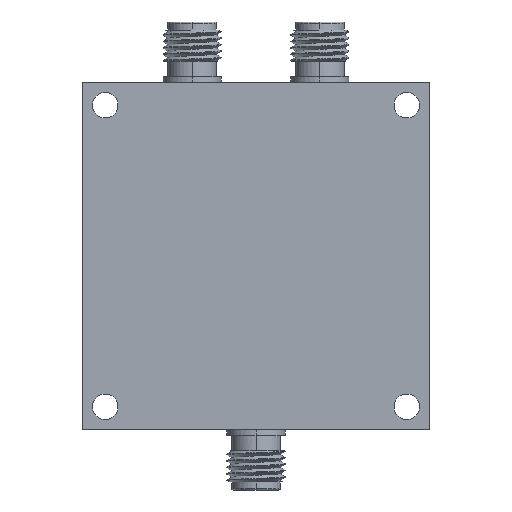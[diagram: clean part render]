
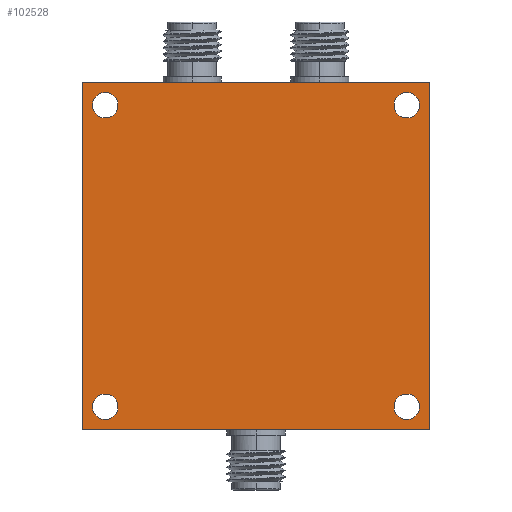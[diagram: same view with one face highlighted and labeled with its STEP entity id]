
A CAD part, front view. The second image highlights one B-rep face of the part: STEP entity #102528.
In plain terms, the highlighted planar face has unit normal (0, -1, 0).
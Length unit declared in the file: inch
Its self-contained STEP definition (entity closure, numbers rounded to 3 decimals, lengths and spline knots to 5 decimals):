
#104 = EDGE_CURVE ( 'NONE', #66226, #80967, #4891, .T. ) ;
#263 = VERTEX_POINT ( 'NONE', #85043 ) ;
#900 = CIRCLE ( 'NONE', #110979, 0.055 ) ;
#1602 = VERTEX_POINT ( 'NONE', #68656 ) ;
#2403 = EDGE_CURVE ( 'NONE', #75629, #78066, #80921, .T. ) ;
#2980 = CARTESIAN_POINT ( 'NONE',  ( 0.748, 0., -0.748 ) ) ;
#3610 = AXIS2_PLACEMENT_3D ( 'NONE', #95540, #104497, #66179 ) ;
#4031 = DIRECTION ( 'NONE',  ( 0., 1., 0. ) ) ;
#4720 = DIRECTION ( 'NONE',  ( -1., 0., 0. ) ) ;
#4891 = LINE ( 'NONE', #73269, #102586 ) ;
#5146 = DIRECTION ( 'NONE',  ( 0., 0., -1. ) ) ;
#9419 = DIRECTION ( 'NONE',  ( 0., 0., 1. ) ) ;
#10006 = ORIENTED_EDGE ( 'NONE', *, *, #110342, .T. ) ;
#11646 = CARTESIAN_POINT ( 'NONE',  ( -0.748, 0., 0.748 ) ) ;
#11982 = LINE ( 'NONE', #32473, #65725 ) ;
#12767 = DIRECTION ( 'NONE',  ( 0., 1., 0. ) ) ;
#13456 = CARTESIAN_POINT ( 'NONE',  ( 0.6495, 0., -0.6495 ) ) ;
#15615 = CARTESIAN_POINT ( 'NONE',  ( 0., 0., 0. ) ) ;
#16331 = DIRECTION ( 'NONE',  ( 0., 0., 1. ) ) ;
#22410 = VERTEX_POINT ( 'NONE', #90585 ) ;
#22726 = VERTEX_POINT ( 'NONE', #46989 ) ;
#24301 = DIRECTION ( 'NONE',  ( 0., 0., 1. ) ) ;
#24334 = CARTESIAN_POINT ( 'NONE',  ( 0.748, 0., 0.748 ) ) ;
#24634 = FACE_BOUND ( 'NONE', #90972, .T. ) ;
#24984 = DIRECTION ( 'NONE',  ( 0., 1., 0. ) ) ;
#25088 = EDGE_CURVE ( 'NONE', #263, #93309, #900, .T. ) ;
#28521 = ORIENTED_EDGE ( 'NONE', *, *, #40183, .T. ) ;
#29259 = CARTESIAN_POINT ( 'NONE',  ( -0.6495, 0., -0.5945 ) ) ;
#30236 = CARTESIAN_POINT ( 'NONE',  ( 0.6495, 0., 0.5945 ) ) ;
#32473 = CARTESIAN_POINT ( 'NONE',  ( -0.748, 0., 0.748 ) ) ;
#33142 = CARTESIAN_POINT ( 'NONE',  ( -0.748, 0., -0.748 ) ) ;
#36778 = DIRECTION ( 'NONE',  ( 0., 0., -1. ) ) ;
#37792 = EDGE_LOOP ( 'NONE', ( #69172, #120606 ) ) ;
#40183 = EDGE_CURVE ( 'NONE', #1602, #22726, #114916, .T. ) ;
#40601 = ORIENTED_EDGE ( 'NONE', *, *, #2403, .T. ) ;
#41035 = CIRCLE ( 'NONE', #106268, 0.055 ) ;
#41247 = LINE ( 'NONE', #111387, #74614 ) ;
#42858 = AXIS2_PLACEMENT_3D ( 'NONE', #81958, #4031, #90916 ) ;
#43309 = DIRECTION ( 'NONE',  ( 1., 0., 0. ) ) ;
#43524 = CIRCLE ( 'NONE', #70027, 0.055 ) ;
#45760 = FACE_OUTER_BOUND ( 'NONE', #82776, .T. ) ;
#46989 = CARTESIAN_POINT ( 'NONE',  ( -0.6495, 0., 0.5945 ) ) ;
#48053 = EDGE_CURVE ( 'NONE', #22726, #1602, #85584, .T. ) ;
#48708 = DIRECTION ( 'NONE',  ( 0., 1., 0. ) ) ;
#49320 = EDGE_CURVE ( 'NONE', #93309, #263, #41035, .T. ) ;
#51032 = EDGE_CURVE ( 'NONE', #78066, #75629, #43524, .T. ) ;
#51659 = ORIENTED_EDGE ( 'NONE', *, *, #48053, .T. ) ;
#53592 = VECTOR ( 'NONE', #5146, 39.37008 ) ;
#54547 = CARTESIAN_POINT ( 'NONE',  ( 0.6495, 0., -0.7045 ) ) ;
#54675 = DIRECTION ( 'NONE',  ( 0., -1., 0. ) ) ;
#56301 = DIRECTION ( 'NONE',  ( 0., 0., 1. ) ) ;
#60223 = ORIENTED_EDGE ( 'NONE', *, *, #114258, .T. ) ;
#61028 = CARTESIAN_POINT ( 'NONE',  ( 0.6495, 0., 0.6495 ) ) ;
#63641 = FACE_BOUND ( 'NONE', #37792, .T. ) ;
#65725 = VECTOR ( 'NONE', #43309, 39.37008 ) ;
#66179 = DIRECTION ( 'NONE',  ( 0., 0., 1. ) ) ;
#66226 = VERTEX_POINT ( 'NONE', #33142 ) ;
#66688 = EDGE_LOOP ( 'NONE', ( #51659, #28521 ) ) ;
#68016 = AXIS2_PLACEMENT_3D ( 'NONE', #15615, #54675, #36778 ) ;
#68456 = CARTESIAN_POINT ( 'NONE',  ( 0.6495, 0., -0.6495 ) ) ;
#68656 = CARTESIAN_POINT ( 'NONE',  ( -0.6495, 0., 0.7045 ) ) ;
#69172 = ORIENTED_EDGE ( 'NONE', *, *, #49320, .T. ) ;
#69316 = DIRECTION ( 'NONE',  ( 0., 0., 1. ) ) ;
#70027 = AXIS2_PLACEMENT_3D ( 'NONE', #92031, #12767, #24301 ) ;
#73269 = CARTESIAN_POINT ( 'NONE',  ( -0.748, 0., 0.748 ) ) ;
#73550 = CARTESIAN_POINT ( 'NONE',  ( -0.6495, 0., 0.6495 ) ) ;
#74614 = VECTOR ( 'NONE', #4720, 39.37008 ) ;
#75247 = ORIENTED_EDGE ( 'NONE', *, *, #112210, .F. ) ;
#75629 = VERTEX_POINT ( 'NONE', #116486 ) ;
#75695 = FACE_BOUND ( 'NONE', #66688, .T. ) ;
#77375 = AXIS2_PLACEMENT_3D ( 'NONE', #73550, #24984, #56301 ) ;
#78066 = VERTEX_POINT ( 'NONE', #30236 ) ;
#78429 = CARTESIAN_POINT ( 'NONE',  ( -0.6495, 0., 0.6495 ) ) ;
#80921 = CIRCLE ( 'NONE', #121621, 0.055 ) ;
#80967 = VERTEX_POINT ( 'NONE', #11646 ) ;
#81121 = CIRCLE ( 'NONE', #3610, 0.055 ) ;
#81958 = CARTESIAN_POINT ( 'NONE',  ( -0.6495, 0., -0.6495 ) ) ;
#82776 = EDGE_LOOP ( 'NONE', ( #120700, #75247, #86854, #100008 ) ) ;
#85043 = CARTESIAN_POINT ( 'NONE',  ( 0.6495, 0., -0.5945 ) ) ;
#85584 = CIRCLE ( 'NONE', #77375, 0.055 ) ;
#86854 = ORIENTED_EDGE ( 'NONE', *, *, #104, .F. ) ;
#87406 = VERTEX_POINT ( 'NONE', #99987 ) ;
#89525 = DIRECTION ( 'NONE',  ( 0., 0., 1. ) ) ;
#89587 = DIRECTION ( 'NONE',  ( 0., 1., 0. ) ) ;
#90205 = DIRECTION ( 'NONE',  ( 0., 0., 1. ) ) ;
#90585 = CARTESIAN_POINT ( 'NONE',  ( -0.6495, 0., -0.7045 ) ) ;
#90916 = DIRECTION ( 'NONE',  ( 0., 0., 1. ) ) ;
#90972 = EDGE_LOOP ( 'NONE', ( #102925, #40601 ) ) ;
#91152 = EDGE_LOOP ( 'NONE', ( #60223, #10006 ) ) ;
#92031 = CARTESIAN_POINT ( 'NONE',  ( 0.6495, 0., 0.6495 ) ) ;
#93309 = VERTEX_POINT ( 'NONE', #54547 ) ;
#95248 = EDGE_CURVE ( 'NONE', #87406, #105258, #109956, .T. ) ;
#95540 = CARTESIAN_POINT ( 'NONE',  ( -0.6495, 0., -0.6495 ) ) ;
#99931 = DIRECTION ( 'NONE',  ( 0., 1., 0. ) ) ;
#99987 = CARTESIAN_POINT ( 'NONE',  ( 0.748, 0., 0.748 ) ) ;
#100008 = ORIENTED_EDGE ( 'NONE', *, *, #123290, .F. ) ;
#102528 = ADVANCED_FACE ( 'NONE', ( #112115, #24634, #45760, #75695, #63641 ), #103194, .T. ) ;
#102586 = VECTOR ( 'NONE', #16331, 39.37008 ) ;
#102925 = ORIENTED_EDGE ( 'NONE', *, *, #51032, .T. ) ;
#103194 = PLANE ( 'NONE',  #68016 ) ;
#104497 = DIRECTION ( 'NONE',  ( 0., 1., 0. ) ) ;
#104743 = AXIS2_PLACEMENT_3D ( 'NONE', #78429, #115470, #9419 ) ;
#105258 = VERTEX_POINT ( 'NONE', #2980 ) ;
#106268 = AXIS2_PLACEMENT_3D ( 'NONE', #13456, #89587, #90205 ) ;
#109956 = LINE ( 'NONE', #24334, #53592 ) ;
#110342 = EDGE_CURVE ( 'NONE', #123762, #22410, #114189, .T. ) ;
#110979 = AXIS2_PLACEMENT_3D ( 'NONE', #68456, #48708, #89525 ) ;
#111387 = CARTESIAN_POINT ( 'NONE',  ( -0.748, 0., -0.748 ) ) ;
#112115 = FACE_BOUND ( 'NONE', #91152, .T. ) ;
#112210 = EDGE_CURVE ( 'NONE', #80967, #87406, #11982, .T. ) ;
#114189 = CIRCLE ( 'NONE', #42858, 0.055 ) ;
#114258 = EDGE_CURVE ( 'NONE', #22410, #123762, #81121, .T. ) ;
#114916 = CIRCLE ( 'NONE', #104743, 0.055 ) ;
#115470 = DIRECTION ( 'NONE',  ( 0., 1., 0. ) ) ;
#116486 = CARTESIAN_POINT ( 'NONE',  ( 0.6495, 0., 0.7045 ) ) ;
#120606 = ORIENTED_EDGE ( 'NONE', *, *, #25088, .T. ) ;
#120700 = ORIENTED_EDGE ( 'NONE', *, *, #95248, .F. ) ;
#121621 = AXIS2_PLACEMENT_3D ( 'NONE', #61028, #99931, #69316 ) ;
#123290 = EDGE_CURVE ( 'NONE', #105258, #66226, #41247, .T. ) ;
#123762 = VERTEX_POINT ( 'NONE', #29259 ) ;
